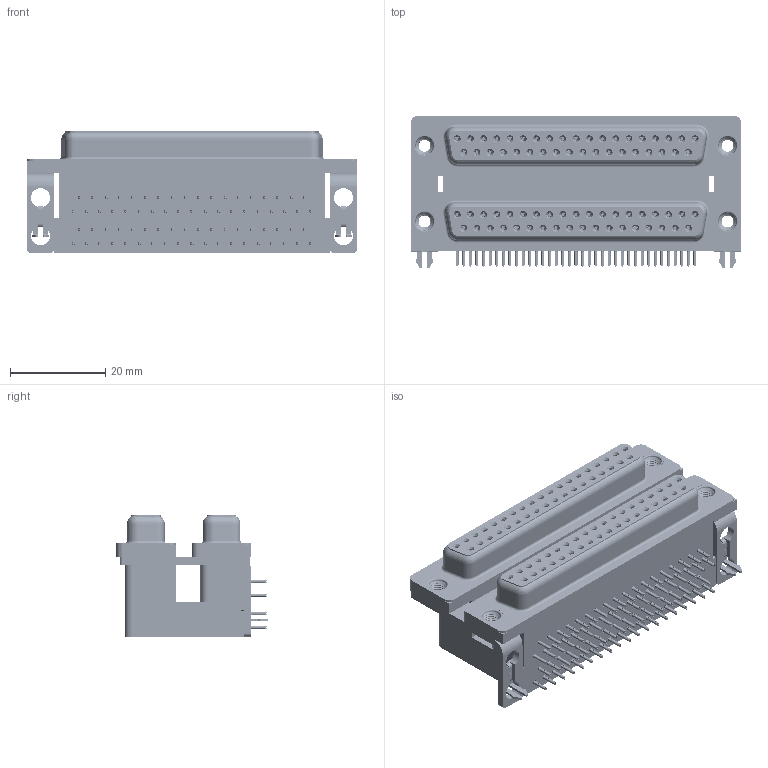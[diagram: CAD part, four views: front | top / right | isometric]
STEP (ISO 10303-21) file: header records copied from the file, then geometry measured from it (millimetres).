
FILE_DESCRIPTION (( 'STEP AP203' ), '1' );
FILE_NAME ('662-037-664-041.STEP', '2022-06-17T02:24:48', ( '' ), ( '' ), 'SwSTEP 2.0', 'SolidWorks 2020', '' );
FILE_SCHEMA (( 'CONFIG_CONTROL_DESIGN' ));
Length unit declared in the file: millimetre
Products named in the file (12): 662 Contact Top Upper_L; 662 Contact Top Lower; 662 2 Prong Board Lock_4; 662 Housing Upper_37 Contacts L; 662 Threaded Rivet_M3; 662 Shell_37 Contacts; 662 Contact Bottom Upper_L; 662 Contact Bottom Lower; 662-037-664-041; 662 Housing Lower_37 Contacts; 662 Housing Spacer_37 Contacts L; 662 Mounting Bracket_2ProngL
Assembly tree (87 placements, depth 2):
  662-037-664-041
    662 Housing Lower_37 Contacts
    662 Housing Spacer_37 Contacts L
    662 Housing Upper_37 Contacts L
    662 Shell_37 Contacts  x2
    662 Contact Bottom Lower  x18
    662 Contact Top Lower  x19
    662 Contact Bottom Upper_L  x18
    662 Contact Top Upper_L  x19
    662 Mounting Bracket_2ProngL  x2
    662 2 Prong Board Lock_4  x2
    662 Threaded Rivet_M3  x4
Bounding box: 69.32 x 31.93 x 25.4 mm (x, y, z)
Volume: 31746.5 mm3; surface area: 34246 mm2
Topology: 87 solids, 87 shells, 11420 faces, 30036 edges, 18852 vertices
Faces by surface type: plane 5310, cylinder 2598, bspline 2532, cone 904, torus 76
Entity records: 76205 total; most frequent: CARTESIAN_POINT 20352, ORIENTED_EDGE 11028, DIRECTION 10176, EDGE_CURVE 5514, VECTOR 4110, LINE 4110, VERTEX_POINT 3552, AXIS2_PLACEMENT_3D 3033
